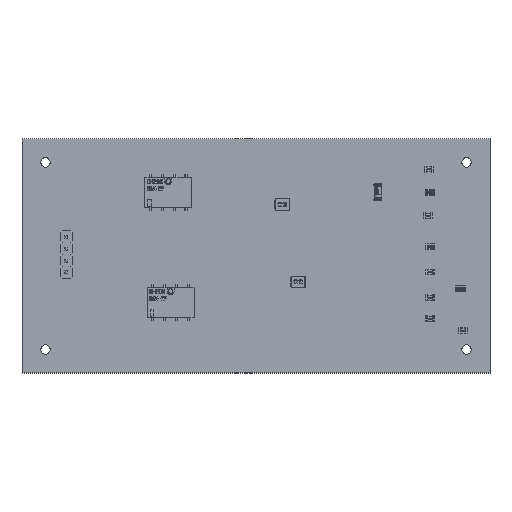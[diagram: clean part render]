
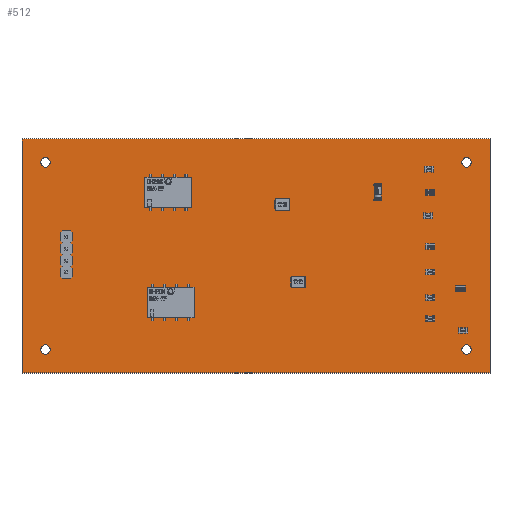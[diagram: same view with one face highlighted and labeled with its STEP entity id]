
A CAD part, top view. The second image highlights one B-rep face of the part: STEP entity #512.
In plain terms, the highlighted planar face has unit normal (0, 0, 1).
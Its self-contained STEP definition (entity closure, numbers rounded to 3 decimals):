
#95 = VERTEX_POINT('',#96);
#96 = CARTESIAN_POINT('',(0.,0.,0.));
#102 = EDGE_CURVE('',#95,#103,#105,.T.);
#103 = VERTEX_POINT('',#104);
#104 = CARTESIAN_POINT('',(100.,0.,0.));
#105 = LINE('',#106,#107);
#106 = CARTESIAN_POINT('',(0.,0.,0.));
#107 = VECTOR('',#108,1.);
#108 = DIRECTION('',(1.,0.,0.));
#133 = EDGE_CURVE('',#103,#134,#136,.T.);
#134 = VERTEX_POINT('',#135);
#135 = CARTESIAN_POINT('',(100.,50.,0.));
#136 = LINE('',#137,#138);
#137 = CARTESIAN_POINT('',(100.,0.,0.));
#138 = VECTOR('',#139,1.);
#139 = DIRECTION('',(0.,1.,0.));
#164 = EDGE_CURVE('',#134,#165,#167,.T.);
#165 = VERTEX_POINT('',#166);
#166 = CARTESIAN_POINT('',(0.,50.,0.));
#167 = LINE('',#168,#169);
#168 = CARTESIAN_POINT('',(100.,50.,0.));
#169 = VECTOR('',#170,1.);
#170 = DIRECTION('',(-1.,0.,0.));
#195 = EDGE_CURVE('',#165,#95,#196,.T.);
#196 = LINE('',#197,#198);
#197 = CARTESIAN_POINT('',(0.,50.,0.));
#198 = VECTOR('',#199,1.);
#199 = DIRECTION('',(0.,-1.,0.));
#219 = VERTEX_POINT('',#220);
#220 = CARTESIAN_POINT('',(6.,5.,0.));
#226 = EDGE_CURVE('',#219,#219,#227,.T.);
#227 = CIRCLE('',#228,1.);
#228 = AXIS2_PLACEMENT_3D('',#229,#230,#231);
#229 = CARTESIAN_POINT('',(5.,5.,0.));
#230 = DIRECTION('',(0.,0.,1.));
#231 = DIRECTION('',(1.,0.,0.));
#252 = VERTEX_POINT('',#253);
#253 = CARTESIAN_POINT('',(10.,24.,0.));
#259 = EDGE_CURVE('',#252,#252,#260,.T.);
#260 = CIRCLE('',#261,0.5);
#261 = AXIS2_PLACEMENT_3D('',#262,#263,#264);
#262 = CARTESIAN_POINT('',(9.5,24.,0.));
#263 = DIRECTION('',(0.,0.,1.));
#264 = DIRECTION('',(1.,0.,0.));
#285 = VERTEX_POINT('',#286);
#286 = CARTESIAN_POINT('',(6.,45.,0.));
#292 = EDGE_CURVE('',#285,#285,#293,.T.);
#293 = CIRCLE('',#294,1.);
#294 = AXIS2_PLACEMENT_3D('',#295,#296,#297);
#295 = CARTESIAN_POINT('',(5.,45.,0.));
#296 = DIRECTION('',(0.,0.,1.));
#297 = DIRECTION('',(1.,0.,0.));
#318 = VERTEX_POINT('',#319);
#319 = CARTESIAN_POINT('',(10.,29.08,0.));
#325 = EDGE_CURVE('',#318,#318,#326,.T.);
#326 = CIRCLE('',#327,0.5);
#327 = AXIS2_PLACEMENT_3D('',#328,#329,#330);
#328 = CARTESIAN_POINT('',(9.5,29.08,0.));
#329 = DIRECTION('',(0.,0.,1.));
#330 = DIRECTION('',(1.,0.,0.));
#351 = VERTEX_POINT('',#352);
#352 = CARTESIAN_POINT('',(10.,21.46,0.));
#358 = EDGE_CURVE('',#351,#351,#359,.T.);
#359 = CIRCLE('',#360,0.5);
#360 = AXIS2_PLACEMENT_3D('',#361,#362,#363);
#361 = CARTESIAN_POINT('',(9.5,21.46,0.));
#362 = DIRECTION('',(0.,0.,1.));
#363 = DIRECTION('',(1.,0.,0.));
#384 = VERTEX_POINT('',#385);
#385 = CARTESIAN_POINT('',(96.,5.,0.));
#391 = EDGE_CURVE('',#384,#384,#392,.T.);
#392 = CIRCLE('',#393,1.);
#393 = AXIS2_PLACEMENT_3D('',#394,#395,#396);
#394 = CARTESIAN_POINT('',(95.,5.,0.));
#395 = DIRECTION('',(0.,0.,1.));
#396 = DIRECTION('',(1.,0.,0.));
#417 = VERTEX_POINT('',#418);
#418 = CARTESIAN_POINT('',(10.,26.54,0.));
#424 = EDGE_CURVE('',#417,#417,#425,.T.);
#425 = CIRCLE('',#426,0.5);
#426 = AXIS2_PLACEMENT_3D('',#427,#428,#429);
#427 = CARTESIAN_POINT('',(9.5,26.54,0.));
#428 = DIRECTION('',(0.,0.,1.));
#429 = DIRECTION('',(1.,0.,0.));
#450 = VERTEX_POINT('',#451);
#451 = CARTESIAN_POINT('',(96.,45.,0.));
#457 = EDGE_CURVE('',#450,#450,#458,.T.);
#458 = CIRCLE('',#459,1.);
#459 = AXIS2_PLACEMENT_3D('',#460,#461,#462);
#460 = CARTESIAN_POINT('',(95.,45.,0.));
#461 = DIRECTION('',(0.,0.,1.));
#462 = DIRECTION('',(1.,0.,0.));
#512 = ADVANCED_FACE('',(#513,#519,#522,#525,#528,#531,#534,#537,#540),
  #543,.F.);
#513 = FACE_BOUND('',#514,.T.);
#514 = EDGE_LOOP('',(#515,#516,#517,#518));
#515 = ORIENTED_EDGE('',*,*,#102,.T.);
#516 = ORIENTED_EDGE('',*,*,#133,.T.);
#517 = ORIENTED_EDGE('',*,*,#164,.T.);
#518 = ORIENTED_EDGE('',*,*,#195,.T.);
#519 = FACE_BOUND('',#520,.F.);
#520 = EDGE_LOOP('',(#521));
#521 = ORIENTED_EDGE('',*,*,#226,.T.);
#522 = FACE_BOUND('',#523,.F.);
#523 = EDGE_LOOP('',(#524));
#524 = ORIENTED_EDGE('',*,*,#259,.T.);
#525 = FACE_BOUND('',#526,.F.);
#526 = EDGE_LOOP('',(#527));
#527 = ORIENTED_EDGE('',*,*,#292,.T.);
#528 = FACE_BOUND('',#529,.F.);
#529 = EDGE_LOOP('',(#530));
#530 = ORIENTED_EDGE('',*,*,#325,.T.);
#531 = FACE_BOUND('',#532,.F.);
#532 = EDGE_LOOP('',(#533));
#533 = ORIENTED_EDGE('',*,*,#358,.T.);
#534 = FACE_BOUND('',#535,.F.);
#535 = EDGE_LOOP('',(#536));
#536 = ORIENTED_EDGE('',*,*,#391,.T.);
#537 = FACE_BOUND('',#538,.F.);
#538 = EDGE_LOOP('',(#539));
#539 = ORIENTED_EDGE('',*,*,#424,.T.);
#540 = FACE_BOUND('',#541,.F.);
#541 = EDGE_LOOP('',(#542));
#542 = ORIENTED_EDGE('',*,*,#457,.T.);
#543 = PLANE('',#544);
#544 = AXIS2_PLACEMENT_3D('',#545,#546,#547);
#545 = CARTESIAN_POINT('',(0.,0.,0.));
#546 = DIRECTION('',(0.,0.,-1.));
#547 = DIRECTION('',(-1.,0.,0.));
